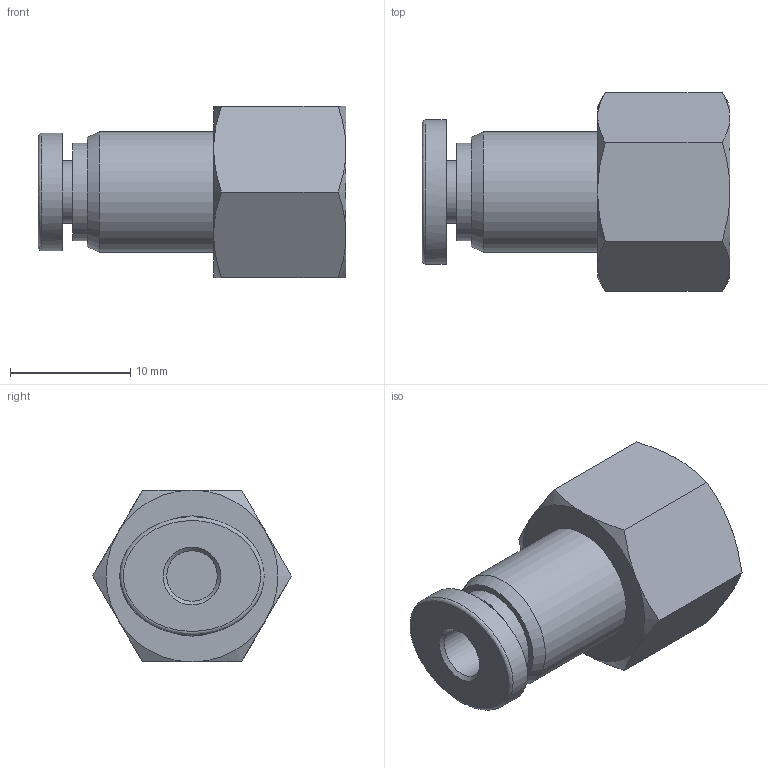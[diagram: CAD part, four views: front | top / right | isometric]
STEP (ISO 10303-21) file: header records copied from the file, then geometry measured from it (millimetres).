
FILE_DESCRIPTION((''),'2;1');
FILE_NAME('PCF 5_32-N01U.stp','2016-10-12T09:55:27',('Administrator'),(''),'Autodesk Inventor 2013','Autodesk Inventor 2013','');
FILE_SCHEMA(('CONFIG_CONTROL_DESIGN'));
Length unit declared in the file: millimetre
Products named in the file (3): PCF 5_32-N01U; NCF 5_32-NPT1_8 BODY; SLEEVE N5_32C
Assembly tree (2 placements, depth 2):
  PCF 5_32-N01U
    NCF 5_32-NPT1_8 BODY
    SLEEVE N5_32C
Bounding box: 25.6 x 16.5 x 14.29 mm (x, y, z)
Volume: 2288.7 mm3; surface area: 1947.6 mm2
Topology: 2 solids, 2 shells, 38 faces, 71 edges, 42 vertices
Faces by surface type: cone 16, plane 15, cylinder 5, bspline 2
Full cylindrical faces by diameter (mm): 4.2 x2, 5.2 x1, 8.1 x1, 10 x1
Entity records: 1070 total; most frequent: CARTESIAN_POINT 327, DIRECTION 146, ORIENTED_EDGE 122, AXIS2_PLACEMENT_3D 70, EDGE_CURVE 61, EDGE_LOOP 55, VERTEX_POINT 42, FACE_OUTER_BOUND 38
